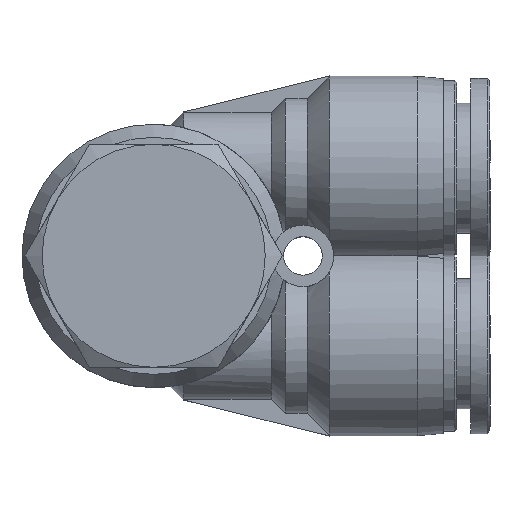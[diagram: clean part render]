
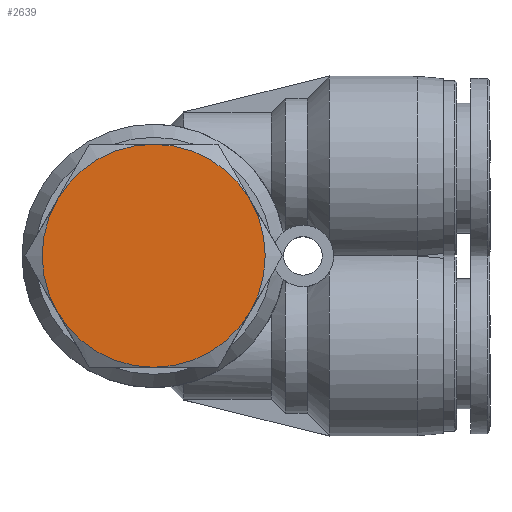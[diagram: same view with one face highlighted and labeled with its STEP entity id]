
A CAD part, top view. The second image highlights one B-rep face of the part: STEP entity #2639.
In plain terms, the highlighted face is planar.
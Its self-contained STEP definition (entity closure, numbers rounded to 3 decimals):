
#2156=CARTESIAN_POINT('',(0.,-10.999,-6.35));
#2157=VERTEX_POINT('',#2156);
#2171=CARTESIAN_POINT('',(0.,-10.999,6.35));
#2172=VERTEX_POINT('',#2171);
#2186=CARTESIAN_POINT('',(0.,0.,0.0));
#2187=DIRECTION('',(-1.0,0.0,0.0));
#2188=DIRECTION('',(0.0,1.0,0.0));
#2189=AXIS2_PLACEMENT_3D('',#2186,#2187,#2188);
#2190=CIRCLE('',#2189,12.7);
#2191=EDGE_CURVE('',#2157,#2172,#2190,.T.);
#2203=CARTESIAN_POINT('',(0.,0.,-12.7));
#2204=VERTEX_POINT('',#2203);
#2231=CARTESIAN_POINT('',(0.,0.,0.0));
#2232=DIRECTION('',(-1.0,0.0,0.0));
#2233=DIRECTION('',(0.0,1.0,0.0));
#2234=AXIS2_PLACEMENT_3D('',#2231,#2232,#2233);
#2235=CIRCLE('',#2234,12.7);
#2236=EDGE_CURVE('',#2204,#2157,#2235,.T.);
#2248=CARTESIAN_POINT('',(0.,10.999,-6.35));
#2249=VERTEX_POINT('',#2248);
#2276=CARTESIAN_POINT('',(0.,0.,0.0));
#2277=DIRECTION('',(-1.0,0.0,0.0));
#2278=DIRECTION('',(0.0,1.0,0.0));
#2279=AXIS2_PLACEMENT_3D('',#2276,#2277,#2278);
#2280=CIRCLE('',#2279,12.7);
#2281=EDGE_CURVE('',#2249,#2204,#2280,.T.);
#2306=CARTESIAN_POINT('',(0.,10.999,6.35));
#2307=VERTEX_POINT('',#2306);
#2308=CARTESIAN_POINT('',(0.,0.,0.0));
#2309=DIRECTION('',(-1.0,0.0,0.0));
#2310=DIRECTION('',(0.0,1.0,0.0));
#2311=AXIS2_PLACEMENT_3D('',#2308,#2309,#2310);
#2312=CIRCLE('',#2311,12.7);
#2313=EDGE_CURVE('',#2307,#2249,#2312,.T.);
#2351=CARTESIAN_POINT('',(0.,0.,12.7));
#2352=VERTEX_POINT('',#2351);
#2353=CARTESIAN_POINT('',(0.,0.,0.0));
#2354=DIRECTION('',(-1.0,0.0,0.0));
#2355=DIRECTION('',(0.0,1.0,0.0));
#2356=AXIS2_PLACEMENT_3D('',#2353,#2354,#2355);
#2357=CIRCLE('',#2356,12.7);
#2358=EDGE_CURVE('',#2352,#2307,#2357,.T.);
#2396=CARTESIAN_POINT('',(0.,0.,0.0));
#2397=DIRECTION('',(-1.0,0.0,0.0));
#2398=DIRECTION('',(0.0,1.0,0.0));
#2399=AXIS2_PLACEMENT_3D('',#2396,#2397,#2398);
#2400=CIRCLE('',#2399,12.7);
#2401=EDGE_CURVE('',#2172,#2352,#2400,.T.);
#2626=CARTESIAN_POINT('',(0.,6.35,0.0));
#2627=DIRECTION('',(-1.0,0.0,0.0));
#2628=DIRECTION('',(0.0,0.0,1.0));
#2629=AXIS2_PLACEMENT_3D('',#2626,#2627,#2628);
#2630=PLANE('',#2629);
#2631=ORIENTED_EDGE('',*,*,#2401,.T.);
#2632=ORIENTED_EDGE('',*,*,#2358,.T.);
#2633=ORIENTED_EDGE('',*,*,#2313,.T.);
#2634=ORIENTED_EDGE('',*,*,#2281,.T.);
#2635=ORIENTED_EDGE('',*,*,#2236,.T.);
#2636=ORIENTED_EDGE('',*,*,#2191,.T.);
#2637=EDGE_LOOP('',(#2631,#2632,#2633,#2634,#2635,#2636));
#2638=FACE_OUTER_BOUND('',#2637,.T.);
#2639=ADVANCED_FACE('',(#2638),#2630,.T.);
